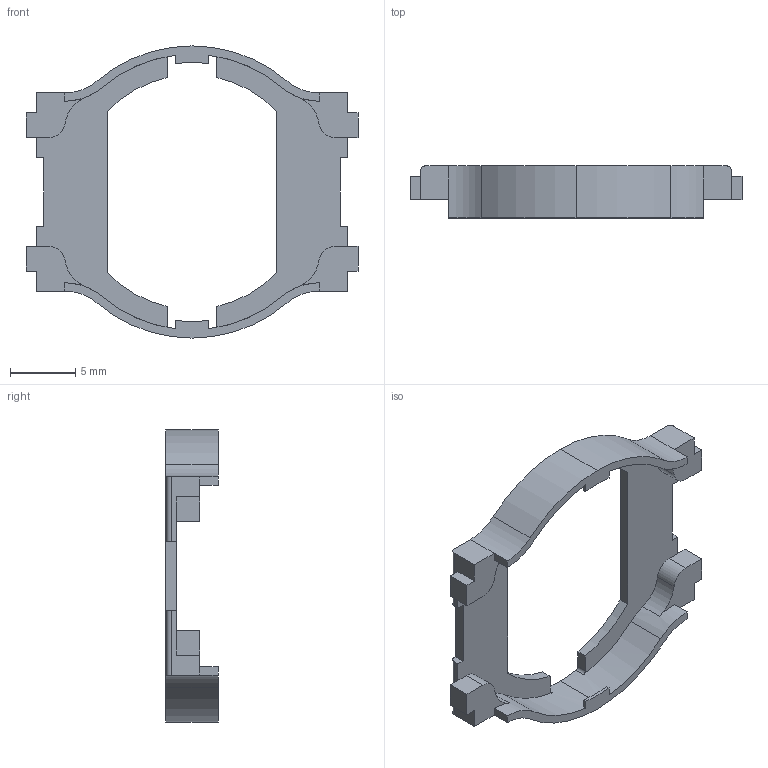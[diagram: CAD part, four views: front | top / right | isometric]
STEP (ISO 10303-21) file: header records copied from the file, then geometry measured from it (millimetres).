
FILE_DESCRIPTION (( 'STEP AP214' ), '1' );
FILE_NAME ('BHSD-2032-COVER.STEP', '2024-07-02T21:43:33', ( '' ), ( '' ), 'SwSTEP 2.0', 'SolidWorks 2021', '' );
FILE_SCHEMA (( 'AUTOMOTIVE_DESIGN' ));
Length unit declared in the file: millimetre
Products named in the file (1): BHSD-2032-COVER
Bounding box: 25.4 x 4 x 22.35 mm (x, y, z)
Volume: 325.4 mm3; surface area: 914.9 mm2
Topology: 1 solids, 1 shells, 93 faces, 268 edges, 176 vertices
Faces by surface type: plane 55, cylinder 38
Entity records: 3104 total; most frequent: DIRECTION 544, CARTESIAN_POINT 538, ORIENTED_EDGE 536, EDGE_CURVE 268, AXIS2_PLACEMENT_3D 182, LINE 180, VECTOR 180, VERTEX_POINT 176
